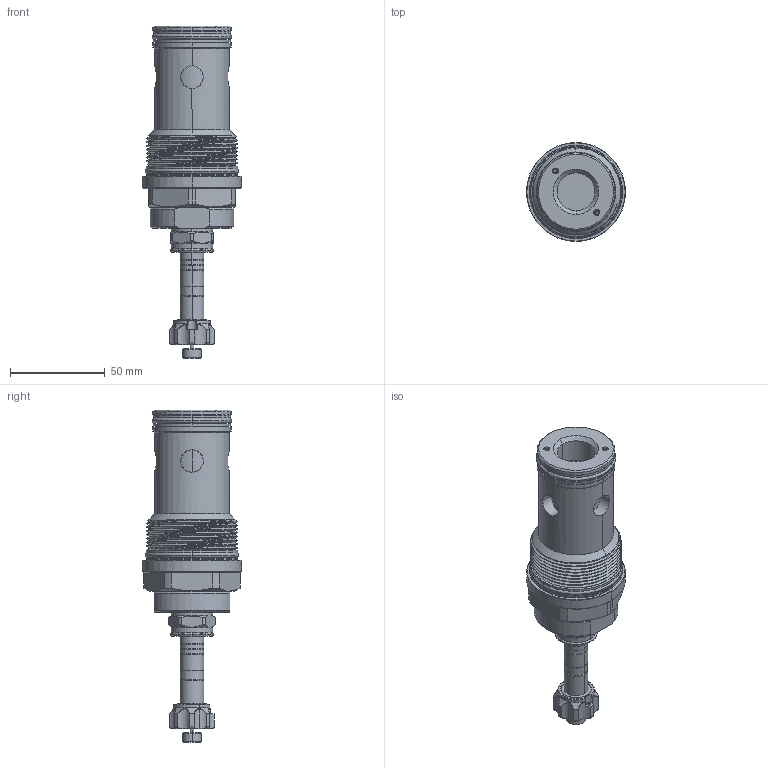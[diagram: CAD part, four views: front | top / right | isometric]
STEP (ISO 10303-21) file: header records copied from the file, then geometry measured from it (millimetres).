
FILE_DESCRIPTION (( 'STEP AP203' ), '1' );
FILE_NAME ('EP18A2A02P95.STEP', '2020-07-06T00:43:37', ( '' ), ( '' ), 'SwSTEP 2.0', 'SolidWorks 2018', '' );
FILE_SCHEMA (( 'CONFIG_CONTROL_DESIGN' ));
Length unit declared in the file: millimetre
Products named in the file (1): EP18A2A02P95
Bounding box: 52.37 x 52.37 x 175.6 mm (x, y, z)
Volume: 164374.1 mm3; surface area: 32558 mm2
Topology: 6 solids, 6 shells, 364 faces, 854 edges, 516 vertices
Faces by surface type: cylinder 165, cone 67, plane 48, torus 47, bspline 37
Entity records: 15596 total; most frequent: CARTESIAN_POINT 7478, ORIENTED_EDGE 1704, DIRECTION 1692, EDGE_CURVE 852, AXIS2_PLACEMENT_3D 722, VERTEX_POINT 516, CIRCLE 394, EDGE_LOOP 392
